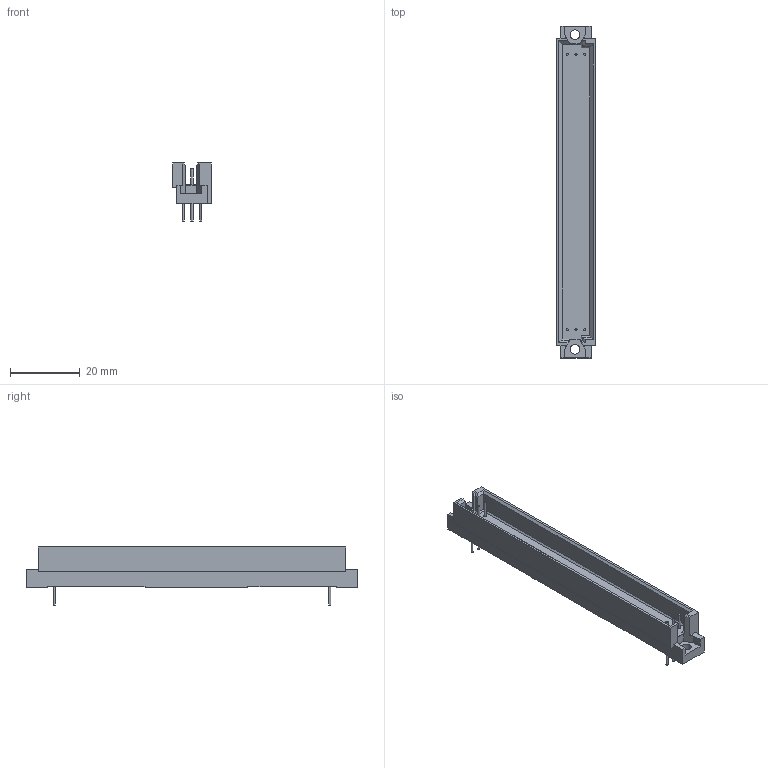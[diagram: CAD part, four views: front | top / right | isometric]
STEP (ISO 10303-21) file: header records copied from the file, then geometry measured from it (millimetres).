
FILE_DESCRIPTION(/* description */ (''),/* implementation_level */ '2;1');
FILE_NAME(/* name */ 'HARTING_09 73 196 6904.stp',/* time_stamp */ '2016-12-19T13:40:55+01:00',/* author */ ('jchouvet'),/* organization */ (''),/* preprocessor_version */ 'ST-DEVELOPER v16.1',/* originating_system */ 'AutoCAD Mechanical',/* authorisation */ '');
FILE_SCHEMA (('AUTOMOTIVE_DESIGN { 1 0 10303 214 3 1 1 }'));
Length unit declared in the file: millimetre
Products named in the file (1): Product
Bounding box: 11.1 x 95 x 16.6 mm (x, y, z)
Volume: 6113.2 mm3; surface area: 5628.3 mm2
Topology: 13 solids, 13 shells, 106 faces, 230 edges, 150 vertices
Faces by surface type: plane 92, cylinder 14
Full cylindrical faces by diameter (mm): 0.6 x12, 2.8 x2
Entity records: 2753 total; most frequent: CARTESIAN_POINT 461, DIRECTION 452, ORIENTED_EDGE 420, EDGE_CURVE 210, LINE 182, VECTOR 182, VERTEX_POINT 144, AXIS2_PLACEMENT_3D 135
